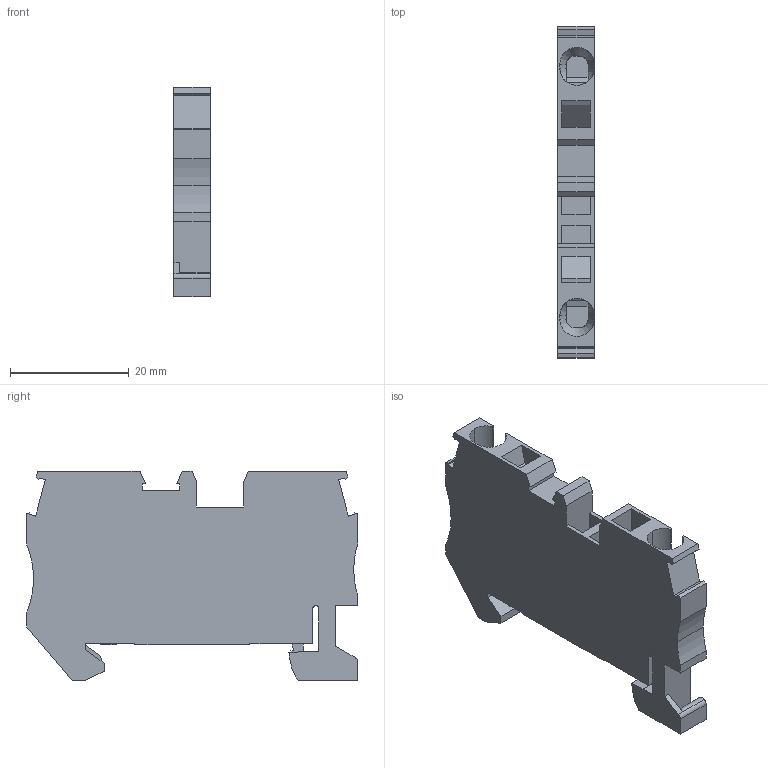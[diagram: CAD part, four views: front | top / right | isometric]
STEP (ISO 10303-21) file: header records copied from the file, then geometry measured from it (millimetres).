
FILE_DESCRIPTION(('STEP AP214'),'1');
FILE_NAME('cctmp_5C295D37-874A-4A14-AF64-914BE7109823_2023_07_24_21_41_55_0910..stp','2023-07-24T19:41:56',('SIEMENS A&D'),('CADClick - www.CADClick.com'),'Spatial InterOp 3D postprocessed',' ','unknown authorization');
FILE_SCHEMA(('AUTOMOTIVE_DESIGN'));
Length unit declared in the file: millimetre
Products named in the file (1): 2023_07_24_21_41_55_0894
Bounding box: 6.15 x 55.9 x 35.25 mm (x, y, z)
Volume: 8620.1 mm3; surface area: 5506.4 mm2
Topology: 1 solids, 1 shells, 166 faces, 466 edges, 305 vertices
Faces by surface type: plane 123, cylinder 37, cone 6
Entity records: 6873 total; most frequent: CARTESIAN_POINT 1991, ORIENTED_EDGE 932, DIRECTION 864, EDGE_CURVE 466, LINE 374, VECTOR 374, VERTEX_POINT 305, AXIS2_PLACEMENT_3D 245
